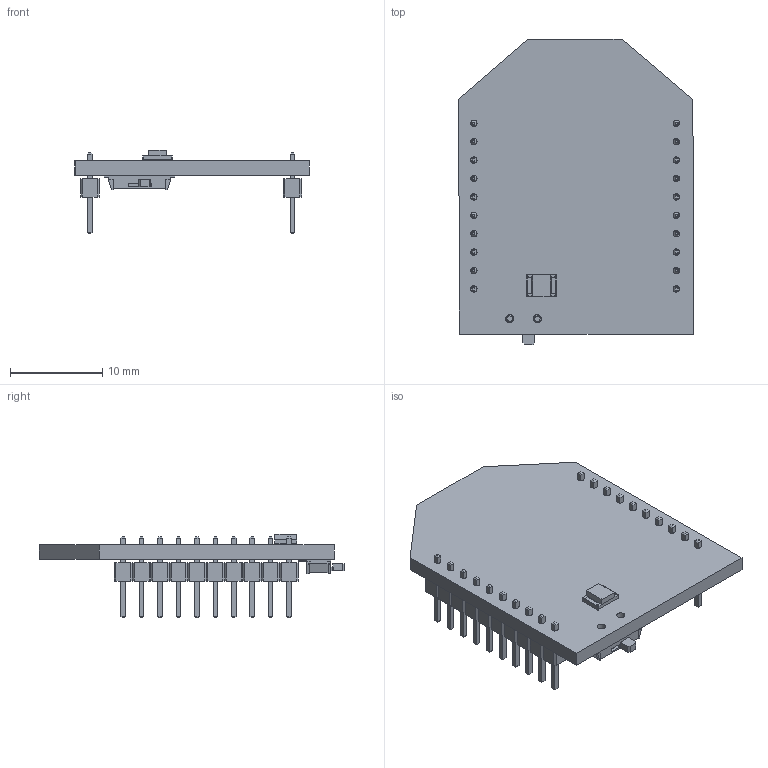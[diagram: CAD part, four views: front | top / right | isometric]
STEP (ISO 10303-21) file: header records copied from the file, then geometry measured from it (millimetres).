
FILE_DESCRIPTION(('KiCad electronic assembly'),'2;1');
FILE_NAME('xbee.step','2021-06-22T21:28:46',('Pcbnew'),('Kicad'), 'Open CASCADE STEP processor 7.3','KiCad to STEP converter','Unknown' );
FILE_SCHEMA(('AUTOMOTIVE_DESIGN { 1 0 10303 214 1 1 1 1 }'));
Length unit declared in the file: millimetre
Products named in the file (12): xbee 1; SW_SPST_TL3342; LED_0805_2012Metric; SOLID; PinHeader_1x10_P2.00mm_Vertical; ESP32-WROOM-32; SW_SPDT_PCM12; CP_EIA-6032-15_Kemet-U; R_0805_2012Metric; COMPOUND
Assembly tree (14 placements, depth 3):
  xbee 1
    SW_SPST_TL3342
    LED_0805_2012Metric
      SOLID
    PinHeader_1x10_P2.00mm_Vertical  x2
      SOLID
    ESP32-WROOM-32
    SW_SPDT_PCM12
      SOLID
    CP_EIA-6032-15_Kemet-U
    R_0805_2012Metric  x3
    COMPOUND
Bounding box: 25.5 x 33.13 x 9.1 mm (x, y, z)
Volume: 1429.4 mm3; surface area: 2478.8 mm2
Topology: 5 solids, 5 shells, 709 faces, 1741 edges, 1086 vertices
Faces by surface type: bspline 679, cylinder 22, plane 8
Full cylindrical faces by diameter (mm): 0.7 x20, 0.9 x2
Entity records: 28895 total; most frequent: CARTESIAN_POINT 9739, B_SPLINE_CURVE_WITH_KNOTS 3153, ORIENTED_EDGE 2310, PCURVE 2310, DEFINITIONAL_REPRESENTATION 2310, EDGE_CURVE 1155, SURFACE_CURVE 1129, VERTEX_POINT 722
